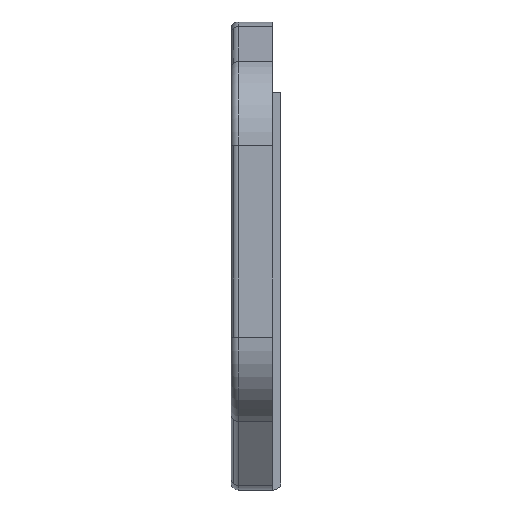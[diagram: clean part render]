
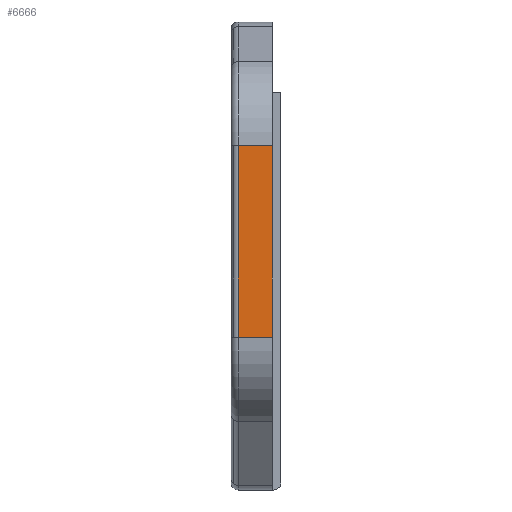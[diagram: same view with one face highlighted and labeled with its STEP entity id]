
A CAD part, left-side view. The second image highlights one B-rep face of the part: STEP entity #6666.
In plain terms, the highlighted planar face has unit normal (-1, 0, 0).
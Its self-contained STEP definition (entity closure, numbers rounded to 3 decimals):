
#4166=CARTESIAN_POINT('',(18.066,-2.031,27.721));
#4167=VERTEX_POINT('',#4166);
#4175=CARTESIAN_POINT('',(18.066,-2.031,-26.241));
#4176=VERTEX_POINT('',#4175);
#4177=CARTESIAN_POINT('',(18.066,-2.031,27.721));
#4178=DIRECTION('',(0.,-0.,-1.));
#4179=VECTOR('',#4178,53.962);
#4180=LINE('',#4177,#4179);
#4181=EDGE_CURVE('',#4167,#4176,#4180,.T.);
#6623=CARTESIAN_POINT('',(18.066,7.569,-26.241));
#6624=VERTEX_POINT('',#6623);
#6634=CARTESIAN_POINT('',(18.066,7.569,-26.241));
#6635=DIRECTION('',(-0.,-1.,-0.));
#6636=VECTOR('',#6635,9.6);
#6637=LINE('',#6634,#6636);
#6638=EDGE_CURVE('',#6624,#4176,#6637,.T.);
#6643=CARTESIAN_POINT('',(18.066,9.569,27.721));
#6644=DIRECTION('',(1.,0.,0.));
#6645=DIRECTION('',(0.,0.,-1.));
#6646=AXIS2_PLACEMENT_3D('',#6643,#6644,#6645);
#6647=PLANE('',#6646);
#6648=CARTESIAN_POINT('',(18.066,7.569,27.721));
#6649=VERTEX_POINT('',#6648);
#6650=CARTESIAN_POINT('',(18.066,7.569,-26.241));
#6651=DIRECTION('',(-0.,0.,1.));
#6652=VECTOR('',#6651,53.962);
#6653=LINE('',#6650,#6652);
#6654=EDGE_CURVE('',#6624,#6649,#6653,.T.);
#6655=ORIENTED_EDGE('',*,*,#6654,.F.);
#6656=ORIENTED_EDGE('',*,*,#6638,.T.);
#6657=ORIENTED_EDGE('',*,*,#4181,.F.);
#6658=CARTESIAN_POINT('',(18.066,7.569,27.721));
#6659=DIRECTION('',(0.,-1.,0.));
#6660=VECTOR('',#6659,9.6);
#6661=LINE('',#6658,#6660);
#6662=EDGE_CURVE('',#6649,#4167,#6661,.T.);
#6663=ORIENTED_EDGE('',*,*,#6662,.F.);
#6664=EDGE_LOOP('',(#6655,#6656,#6657,#6663));
#6665=FACE_BOUND('',#6664,.T.);
#6666=ADVANCED_FACE('',(#6665),#6647,.F.);
